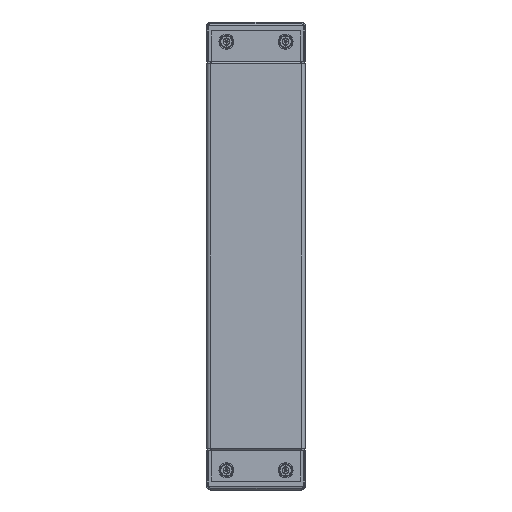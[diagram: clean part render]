
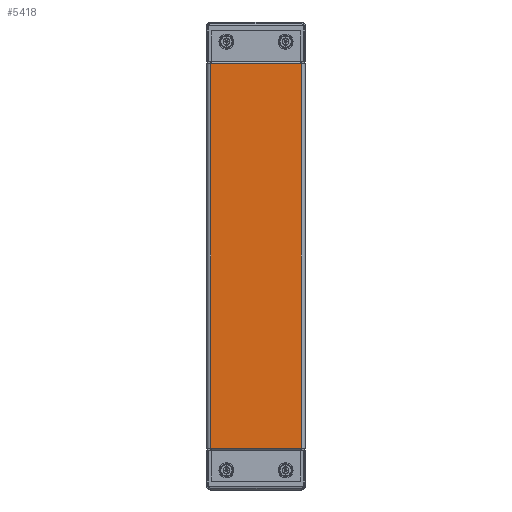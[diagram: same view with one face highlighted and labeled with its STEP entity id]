
A CAD part, left-side view. The second image highlights one B-rep face of the part: STEP entity #5418.
In plain terms, the highlighted face is planar.
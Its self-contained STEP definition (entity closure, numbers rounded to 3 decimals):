
#13 = ORIENTED_EDGE ( 'NONE', *, *, #2624, .F. ) ;
#154 = DIRECTION ( 'NONE',  ( 1., 0., 0. ) ) ;
#181 = LINE ( 'NONE', #6961, #3106 ) ;
#331 = CARTESIAN_POINT ( 'NONE',  ( 195., -45.241, 0. ) ) ;
#705 = VERTEX_POINT ( 'NONE', #2060 ) ;
#1061 = CARTESIAN_POINT ( 'NONE',  ( -195., 50., 0. ) ) ;
#1090 = ORIENTED_EDGE ( 'NONE', *, *, #2453, .T. ) ;
#1100 = DIRECTION ( 'NONE',  ( 0., -1., 0. ) ) ;
#1443 = LINE ( 'NONE', #9097, #6084 ) ;
#1454 = CARTESIAN_POINT ( 'NONE',  ( 195., 45.241, 0. ) ) ;
#1499 = VERTEX_POINT ( 'NONE', #4378 ) ;
#1733 = VERTEX_POINT ( 'NONE', #331 ) ;
#1873 = LINE ( 'NONE', #9211, #5509 ) ;
#2060 = CARTESIAN_POINT ( 'NONE',  ( 195., 46., 0. ) ) ;
#2290 = AXIS2_PLACEMENT_3D ( 'NONE', #4109, #8523, #6394 ) ;
#2391 = VECTOR ( 'NONE', #7520, 1000. ) ;
#2453 = EDGE_CURVE ( 'NONE', #8395, #1499, #7238, .T. ) ;
#2471 = CARTESIAN_POINT ( 'NONE',  ( 228.5, 46., 0. ) ) ;
#2624 = EDGE_CURVE ( 'NONE', #4782, #1733, #3776, .T. ) ;
#2628 = DIRECTION ( 'NONE',  ( 0., -1., 0. ) ) ;
#2719 = ORIENTED_EDGE ( 'NONE', *, *, #8424, .F. ) ;
#2856 = LINE ( 'NONE', #8267, #2391 ) ;
#3106 = VECTOR ( 'NONE', #3363, 1000. ) ;
#3234 = EDGE_CURVE ( 'NONE', #705, #4782, #2856, .T. ) ;
#3363 = DIRECTION ( 'NONE',  ( 0., 1., 0. ) ) ;
#3399 = VERTEX_POINT ( 'NONE', #5769 ) ;
#3776 = LINE ( 'NONE', #3997, #7951 ) ;
#3997 = CARTESIAN_POINT ( 'NONE',  ( 195., 50., 0. ) ) ;
#4032 = EDGE_CURVE ( 'NONE', #3399, #8454, #181, .T. ) ;
#4109 = CARTESIAN_POINT ( 'NONE',  ( 228.5, 50., 0. ) ) ;
#4252 = VECTOR ( 'NONE', #7552, 1000. ) ;
#4378 = CARTESIAN_POINT ( 'NONE',  ( 195., -46., 0. ) ) ;
#4407 = VECTOR ( 'NONE', #154, 1000. ) ;
#4782 = VERTEX_POINT ( 'NONE', #1454 ) ;
#4835 = LINE ( 'NONE', #1061, #8659 ) ;
#4911 = ORIENTED_EDGE ( 'NONE', *, *, #7606, .F. ) ;
#4938 = CARTESIAN_POINT ( 'NONE',  ( -195., 46., 0. ) ) ;
#5418 = ADVANCED_FACE ( 'NONE', ( #7614 ), #8431, .F. ) ;
#5509 = VECTOR ( 'NONE', #5676, 1000. ) ;
#5676 = DIRECTION ( 'NONE',  ( 0., 1., 0. ) ) ;
#5716 = ORIENTED_EDGE ( 'NONE', *, *, #8199, .T. ) ;
#5769 = CARTESIAN_POINT ( 'NONE',  ( -195., 45.241, 0. ) ) ;
#5771 = ORIENTED_EDGE ( 'NONE', *, *, #8979, .T. ) ;
#5836 = CARTESIAN_POINT ( 'NONE',  ( -195., -45.241, 0. ) ) ;
#6084 = VECTOR ( 'NONE', #1100, 1000. ) ;
#6149 = ORIENTED_EDGE ( 'NONE', *, *, #4032, .F. ) ;
#6334 = VERTEX_POINT ( 'NONE', #5836 ) ;
#6394 = DIRECTION ( 'NONE',  ( -1., 0., 0. ) ) ;
#6954 = DIRECTION ( 'NONE',  ( 0., -1., 0. ) ) ;
#6961 = CARTESIAN_POINT ( 'NONE',  ( -195., 50., 0. ) ) ;
#7046 = ORIENTED_EDGE ( 'NONE', *, *, #3234, .F. ) ;
#7121 = CARTESIAN_POINT ( 'NONE',  ( -195., -46., 0. ) ) ;
#7238 = LINE ( 'NONE', #7300, #4407 ) ;
#7300 = CARTESIAN_POINT ( 'NONE',  ( -228.5, -46., 0. ) ) ;
#7520 = DIRECTION ( 'NONE',  ( 0., -1., 0. ) ) ;
#7552 = DIRECTION ( 'NONE',  ( -1., 0., 0. ) ) ;
#7606 = EDGE_CURVE ( 'NONE', #1733, #1499, #1443, .T. ) ;
#7614 = FACE_OUTER_BOUND ( 'NONE', #8680, .T. ) ;
#7951 = VECTOR ( 'NONE', #2628, 1000. ) ;
#8199 = EDGE_CURVE ( 'NONE', #3399, #6334, #4835, .T. ) ;
#8267 = CARTESIAN_POINT ( 'NONE',  ( 195., 50., 0. ) ) ;
#8395 = VERTEX_POINT ( 'NONE', #7121 ) ;
#8424 = EDGE_CURVE ( 'NONE', #8395, #6334, #1873, .T. ) ;
#8431 = PLANE ( 'NONE',  #2290 ) ;
#8454 = VERTEX_POINT ( 'NONE', #4938 ) ;
#8523 = DIRECTION ( 'NONE',  ( 0., 0., -1. ) ) ;
#8659 = VECTOR ( 'NONE', #6954, 1000. ) ;
#8680 = EDGE_LOOP ( 'NONE', ( #13, #7046, #5771, #6149, #5716, #2719, #1090, #4911 ) ) ;
#8979 = EDGE_CURVE ( 'NONE', #705, #8454, #9088, .T. ) ;
#9088 = LINE ( 'NONE', #2471, #4252 ) ;
#9097 = CARTESIAN_POINT ( 'NONE',  ( 195., -50., 0. ) ) ;
#9211 = CARTESIAN_POINT ( 'NONE',  ( -195., -50., 0. ) ) ;
